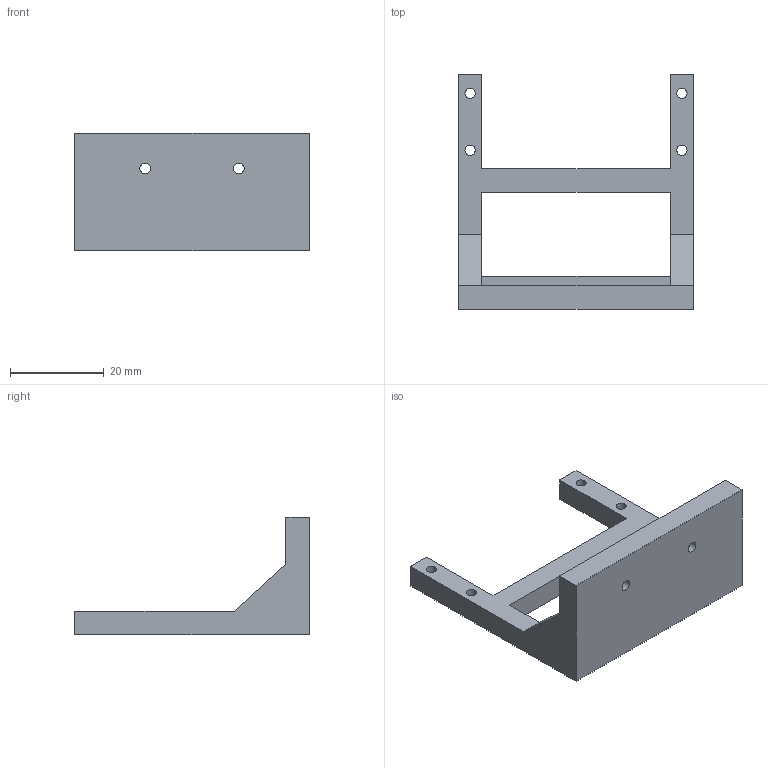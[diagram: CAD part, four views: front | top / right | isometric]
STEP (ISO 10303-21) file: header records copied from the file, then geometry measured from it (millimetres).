
FILE_DESCRIPTION(/* description */ (''),/* implementation_level */ '2;1');
FILE_NAME(/* name */ 'UselessBoxServoMountBiggerServo v1.step',/* time_stamp */ '2022-03-13T16:22:29-04:00',/* author */ (''),/* organization */ (''),/* preprocessor_version */ 'ST-DEVELOPER v18.1',/* originating_system */ 'Autodesk Translation Framework v10.13.0.1454',/* authorisation */ '');
FILE_SCHEMA (('AUTOMOTIVE_DESIGN { 1 0 10303 214 3 1 1 }'));
Length unit declared in the file: millimetre
Products named in the file (1): UselessBoxServoMountBiggerServo
Bounding box: 50 x 50 x 25 mm (x, y, z)
Volume: 10282.8 mm3; surface area: 6248.4 mm2
Topology: 1 solids, 1 shells, 26 faces, 74 edges, 49 vertices
Faces by surface type: plane 20, cylinder 6
Full cylindrical faces by diameter (mm): 2.2 x4, 2.25 x2
Entity records: 903 total; most frequent: CARTESIAN_POINT 150, ORIENTED_EDGE 148, DIRECTION 140, EDGE_CURVE 74, LINE 62, VECTOR 62, VERTEX_POINT 49, EDGE_LOOP 39
